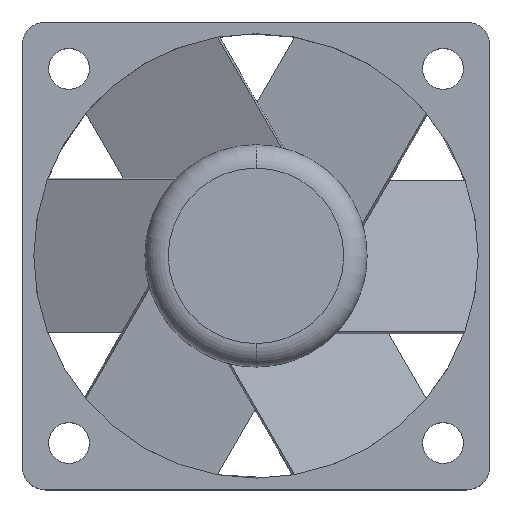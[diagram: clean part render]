
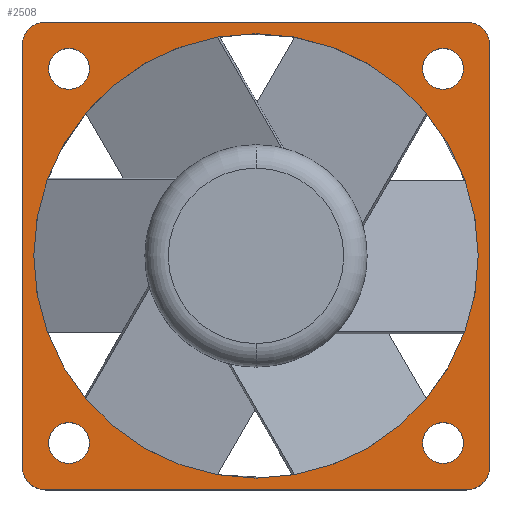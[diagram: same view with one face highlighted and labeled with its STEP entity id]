
A CAD part, top view. The second image highlights one B-rep face of the part: STEP entity #2508.
In plain terms, the highlighted planar face has unit normal (0, 0, 1).
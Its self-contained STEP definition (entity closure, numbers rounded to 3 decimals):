
#779=DIRECTION('',(0.,-1.,0.));
#780=VECTOR('',#779,36.);
#781=CARTESIAN_POINT('',(20.,18.,10.));
#782=LINE('',#781,#780);
#783=CARTESIAN_POINT('',(18.,-18.,10.));
#784=DIRECTION('',(0.,0.,1.));
#785=DIRECTION('',(0.,-1.,0.));
#786=AXIS2_PLACEMENT_3D('',#783,#784,#785);
#788=DIRECTION('',(-1.,0.,0.));
#789=VECTOR('',#788,36.);
#790=CARTESIAN_POINT('',(18.,-20.,10.));
#791=LINE('',#790,#789);
#792=CARTESIAN_POINT('',(-18.,-18.,10.));
#793=DIRECTION('',(0.,0.,1.));
#794=DIRECTION('',(-1.,0.,0.));
#795=AXIS2_PLACEMENT_3D('',#792,#793,#794);
#797=DIRECTION('',(0.,1.,0.));
#798=VECTOR('',#797,36.);
#799=CARTESIAN_POINT('',(-20.,-18.,10.));
#800=LINE('',#799,#798);
#801=CARTESIAN_POINT('',(-18.,18.,10.));
#802=DIRECTION('',(0.,0.,1.));
#803=DIRECTION('',(0.,1.,0.));
#804=AXIS2_PLACEMENT_3D('',#801,#802,#803);
#806=DIRECTION('',(1.,0.,0.));
#807=VECTOR('',#806,36.);
#808=CARTESIAN_POINT('',(-18.,20.,10.));
#809=LINE('',#808,#807);
#810=CARTESIAN_POINT('',(18.,18.,10.));
#811=DIRECTION('',(0.,0.,1.));
#812=DIRECTION('',(1.,0.,0.));
#813=AXIS2_PLACEMENT_3D('',#810,#811,#812);
#815=CARTESIAN_POINT('',(0.,0.,10.));
#816=DIRECTION('',(0.,0.,-1.));
#817=DIRECTION('',(1.,0.,0.));
#818=AXIS2_PLACEMENT_3D('',#815,#816,#817);
#820=CARTESIAN_POINT('',(0.,0.,10.));
#821=DIRECTION('',(0.,0.,-1.));
#822=DIRECTION('',(-1.,0.,0.));
#823=AXIS2_PLACEMENT_3D('',#820,#821,#822);
#825=CARTESIAN_POINT('',(16.,16.,10.));
#826=DIRECTION('',(0.,0.,-1.));
#827=DIRECTION('',(-1.,0.,0.));
#828=AXIS2_PLACEMENT_3D('',#825,#826,#827);
#830=CARTESIAN_POINT('',(16.,16.,10.));
#831=DIRECTION('',(0.,0.,-1.));
#832=DIRECTION('',(1.,0.,0.));
#833=AXIS2_PLACEMENT_3D('',#830,#831,#832);
#835=CARTESIAN_POINT('',(-16.,16.,10.));
#836=DIRECTION('',(0.,0.,-1.));
#837=DIRECTION('',(-1.,0.,0.));
#838=AXIS2_PLACEMENT_3D('',#835,#836,#837);
#840=CARTESIAN_POINT('',(-16.,16.,10.));
#841=DIRECTION('',(0.,0.,-1.));
#842=DIRECTION('',(1.,0.,0.));
#843=AXIS2_PLACEMENT_3D('',#840,#841,#842);
#845=CARTESIAN_POINT('',(16.,-16.,10.));
#846=DIRECTION('',(0.,0.,-1.));
#847=DIRECTION('',(-1.,0.,0.));
#848=AXIS2_PLACEMENT_3D('',#845,#846,#847);
#850=CARTESIAN_POINT('',(16.,-16.,10.));
#851=DIRECTION('',(0.,0.,-1.));
#852=DIRECTION('',(1.,0.,0.));
#853=AXIS2_PLACEMENT_3D('',#850,#851,#852);
#855=CARTESIAN_POINT('',(-16.,-16.,10.));
#856=DIRECTION('',(0.,0.,-1.));
#857=DIRECTION('',(-1.,0.,0.));
#858=AXIS2_PLACEMENT_3D('',#855,#856,#857);
#860=CARTESIAN_POINT('',(-16.,-16.,10.));
#861=DIRECTION('',(0.,0.,-1.));
#862=DIRECTION('',(1.,0.,0.));
#863=AXIS2_PLACEMENT_3D('',#860,#861,#862);
#1377=CARTESIAN_POINT('',(-18.,20.,10.));
#1378=CARTESIAN_POINT('',(-20.,18.,10.));
#1379=VERTEX_POINT('',#1377);
#1380=VERTEX_POINT('',#1378);
#1381=CARTESIAN_POINT('',(-20.,-18.,10.));
#1382=CARTESIAN_POINT('',(-18.,-20.,10.));
#1383=VERTEX_POINT('',#1381);
#1384=VERTEX_POINT('',#1382);
#1385=CARTESIAN_POINT('',(18.,-20.,10.));
#1386=CARTESIAN_POINT('',(20.,-18.,10.));
#1387=VERTEX_POINT('',#1385);
#1388=VERTEX_POINT('',#1386);
#1389=CARTESIAN_POINT('',(20.,18.,10.));
#1390=CARTESIAN_POINT('',(18.,20.,10.));
#1391=VERTEX_POINT('',#1389);
#1392=VERTEX_POINT('',#1390);
#1417=CARTESIAN_POINT('',(19.,0.,10.));
#1418=CARTESIAN_POINT('',(-19.,0.,10.));
#1419=VERTEX_POINT('',#1417);
#1420=VERTEX_POINT('',#1418);
#1613=CARTESIAN_POINT('',(14.25,16.,10.));
#1614=CARTESIAN_POINT('',(17.75,16.,10.));
#1615=VERTEX_POINT('',#1613);
#1616=VERTEX_POINT('',#1614);
#1621=CARTESIAN_POINT('',(-17.75,16.,10.));
#1622=CARTESIAN_POINT('',(-14.25,16.,10.));
#1623=VERTEX_POINT('',#1621);
#1624=VERTEX_POINT('',#1622);
#1629=CARTESIAN_POINT('',(14.25,-16.,10.));
#1630=CARTESIAN_POINT('',(17.75,-16.,10.));
#1631=VERTEX_POINT('',#1629);
#1632=VERTEX_POINT('',#1630);
#1637=CARTESIAN_POINT('',(-17.75,-16.,10.));
#1638=CARTESIAN_POINT('',(-14.25,-16.,10.));
#1639=VERTEX_POINT('',#1637);
#1640=VERTEX_POINT('',#1638);
#2457=CARTESIAN_POINT('',(0.,0.,10.));
#2458=DIRECTION('',(0.,0.,1.));
#2459=DIRECTION('',(1.,0.,0.));
#2460=AXIS2_PLACEMENT_3D('',#2457,#2458,#2459);
#2461=PLANE('',#2460);
#2463=ORIENTED_EDGE('',*,*,#2462,.T.);
#2465=ORIENTED_EDGE('',*,*,#2464,.F.);
#2467=ORIENTED_EDGE('',*,*,#2466,.T.);
#2469=ORIENTED_EDGE('',*,*,#2468,.F.);
#2471=ORIENTED_EDGE('',*,*,#2470,.T.);
#2473=ORIENTED_EDGE('',*,*,#2472,.F.);
#2475=ORIENTED_EDGE('',*,*,#2474,.T.);
#2477=ORIENTED_EDGE('',*,*,#2476,.F.);
#2478=EDGE_LOOP('',(#2463,#2465,#2467,#2469,#2471,#2473,#2475,#2477));
#2479=FACE_OUTER_BOUND('',#2478,.F.);
#2480=ORIENTED_EDGE('',*,*,#1994,.F.);
#2481=ORIENTED_EDGE('',*,*,#1764,.F.);
#2482=EDGE_LOOP('',(#2480,#2481));
#2483=FACE_BOUND('',#2482,.F.);
#2485=ORIENTED_EDGE('',*,*,#2484,.F.);
#2487=ORIENTED_EDGE('',*,*,#2486,.F.);
#2488=EDGE_LOOP('',(#2485,#2487));
#2489=FACE_BOUND('',#2488,.F.);
#2491=ORIENTED_EDGE('',*,*,#2490,.F.);
#2493=ORIENTED_EDGE('',*,*,#2492,.F.);
#2494=EDGE_LOOP('',(#2491,#2493));
#2495=FACE_BOUND('',#2494,.F.);
#2497=ORIENTED_EDGE('',*,*,#2496,.F.);
#2499=ORIENTED_EDGE('',*,*,#2498,.F.);
#2500=EDGE_LOOP('',(#2497,#2499));
#2501=FACE_BOUND('',#2500,.F.);
#2503=ORIENTED_EDGE('',*,*,#2502,.F.);
#2505=ORIENTED_EDGE('',*,*,#2504,.F.);
#2506=EDGE_LOOP('',(#2503,#2505));
#2507=FACE_BOUND('',#2506,.F.);
#2508=ADVANCED_FACE('',(#2479,#2483,#2489,#2495,#2501,#2507),#2461,.T.);
#787=CIRCLE('',#786,2.);
#796=CIRCLE('',#795,2.);
#805=CIRCLE('',#804,2.);
#814=CIRCLE('',#813,2.);
#819=CIRCLE('',#818,19.);
#824=CIRCLE('',#823,19.);
#829=CIRCLE('',#828,1.75);
#834=CIRCLE('',#833,1.75);
#839=CIRCLE('',#838,1.75);
#844=CIRCLE('',#843,1.75);
#849=CIRCLE('',#848,1.75);
#854=CIRCLE('',#853,1.75);
#859=CIRCLE('',#858,1.75);
#864=CIRCLE('',#863,1.75);
#1764=EDGE_CURVE('',#1420,#1419,#824,.T.);
#1994=EDGE_CURVE('',#1419,#1420,#819,.T.);
#2462=EDGE_CURVE('',#1391,#1388,#782,.T.);
#2464=EDGE_CURVE('',#1387,#1388,#787,.T.);
#2466=EDGE_CURVE('',#1387,#1384,#791,.T.);
#2468=EDGE_CURVE('',#1383,#1384,#796,.T.);
#2470=EDGE_CURVE('',#1383,#1380,#800,.T.);
#2472=EDGE_CURVE('',#1379,#1380,#805,.T.);
#2474=EDGE_CURVE('',#1379,#1392,#809,.T.);
#2476=EDGE_CURVE('',#1391,#1392,#814,.T.);
#2484=EDGE_CURVE('',#1615,#1616,#829,.T.);
#2486=EDGE_CURVE('',#1616,#1615,#834,.T.);
#2490=EDGE_CURVE('',#1623,#1624,#839,.T.);
#2492=EDGE_CURVE('',#1624,#1623,#844,.T.);
#2496=EDGE_CURVE('',#1631,#1632,#849,.T.);
#2498=EDGE_CURVE('',#1632,#1631,#854,.T.);
#2502=EDGE_CURVE('',#1639,#1640,#859,.T.);
#2504=EDGE_CURVE('',#1640,#1639,#864,.T.);
